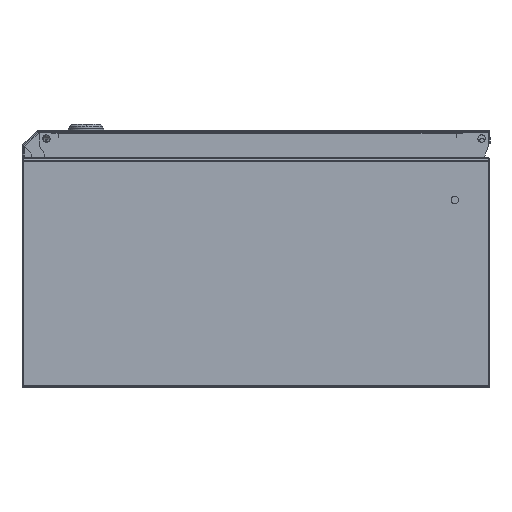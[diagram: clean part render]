
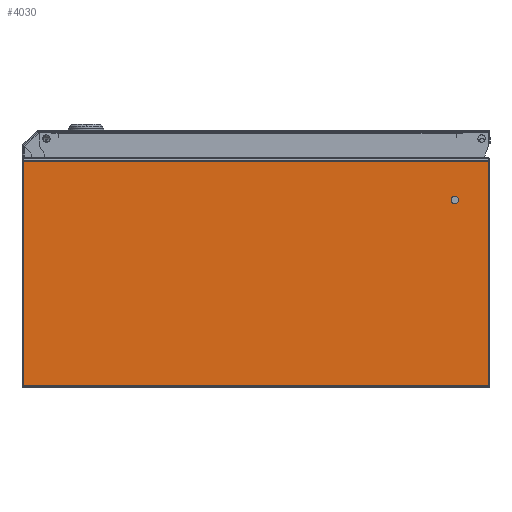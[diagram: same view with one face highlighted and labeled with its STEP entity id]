
A CAD part, front view. The second image highlights one B-rep face of the part: STEP entity #4030.
In plain terms, the highlighted face is planar.
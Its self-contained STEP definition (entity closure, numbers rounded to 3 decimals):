
#9 = DIRECTION ( 'NONE',  ( 0., 1., 0. ) ) ;
#2216 = DIRECTION ( 'NONE',  ( 0., 1., 0. ) ) ;
#2770 = CARTESIAN_POINT ( 'NONE',  ( -11.753, 0., 318.938 ) ) ;
#4030 = ADVANCED_FACE ( 'NONE', ( #17289, #5007 ), #24650, .T. ) ;
#5007 = FACE_OUTER_BOUND ( 'NONE', #8469, .T. ) ;
#5519 = ORIENTED_EDGE ( 'NONE', *, *, #31475, .F. ) ;
#5882 = ORIENTED_EDGE ( 'NONE', *, *, #15976, .T. ) ;
#7784 = CARTESIAN_POINT ( 'NONE',  ( -203.453, 0., 318.938 ) ) ;
#7962 = LINE ( 'NONE', #17945, #28402 ) ;
#8469 = EDGE_LOOP ( 'NONE', ( #5882, #18799, #21199, #9989 ) ) ;
#9281 = CARTESIAN_POINT ( 'NONE',  ( -203.453, 0., 318.938 ) ) ;
#9297 = DIRECTION ( 'NONE',  ( 0., 0., 1. ) ) ;
#9989 = ORIENTED_EDGE ( 'NONE', *, *, #30221, .T. ) ;
#10262 = VECTOR ( 'NONE', #18742, 1000. ) ;
#10502 = DIRECTION ( 'NONE',  ( 0., 0., -1. ) ) ;
#10730 = VERTEX_POINT ( 'NONE', #21556 ) ;
#11106 = CARTESIAN_POINT ( 'NONE',  ( -11.753, 0., 318.938 ) ) ;
#12404 = VECTOR ( 'NONE', #9297, 1000. ) ;
#12475 = AXIS2_PLACEMENT_3D ( 'NONE', #22444, #9, #12941 ) ;
#12497 = EDGE_CURVE ( 'NONE', #15775, #31878, #7962, .T. ) ;
#12941 = DIRECTION ( 'NONE',  ( 0., 0., 1. ) ) ;
#12976 = CIRCLE ( 'NONE', #12475, 3.25 ) ;
#13185 = CARTESIAN_POINT ( 'NONE',  ( -203.453, 0., -81.062 ) ) ;
#15775 = VERTEX_POINT ( 'NONE', #22048 ) ;
#15818 = DIRECTION ( 'NONE',  ( 0., 0., 1. ) ) ;
#15976 = EDGE_CURVE ( 'NONE', #20858, #21454, #28868, .T. ) ;
#17289 = FACE_BOUND ( 'NONE', #21520, .T. ) ;
#17495 = VERTEX_POINT ( 'NONE', #21641 ) ;
#17945 = CARTESIAN_POINT ( 'NONE',  ( -203.453, 0., -81.062 ) ) ;
#18572 = AXIS2_PLACEMENT_3D ( 'NONE', #9281, #2216, #27266 ) ;
#18742 = DIRECTION ( 'NONE',  ( 1., 0., 0. ) ) ;
#18799 = ORIENTED_EDGE ( 'NONE', *, *, #28663, .T. ) ;
#19262 = CIRCLE ( 'NONE', #28134, 3.25 ) ;
#20858 = VERTEX_POINT ( 'NONE', #7784 ) ;
#21199 = ORIENTED_EDGE ( 'NONE', *, *, #12497, .T. ) ;
#21454 = VERTEX_POINT ( 'NONE', #11106 ) ;
#21520 = EDGE_LOOP ( 'NONE', ( #5519, #23172 ) ) ;
#21556 = CARTESIAN_POINT ( 'NONE',  ( -44.753, 0., 292.188 ) ) ;
#21641 = CARTESIAN_POINT ( 'NONE',  ( -44.753, 0., 285.688 ) ) ;
#22048 = CARTESIAN_POINT ( 'NONE',  ( -11.753, 0., -81.062 ) ) ;
#22444 = CARTESIAN_POINT ( 'NONE',  ( -44.753, 0., 288.938 ) ) ;
#23172 = ORIENTED_EDGE ( 'NONE', *, *, #24824, .F. ) ;
#23358 = DIRECTION ( 'NONE',  ( 0., 1., 0. ) ) ;
#24650 = PLANE ( 'NONE',  #18572 ) ;
#24824 = EDGE_CURVE ( 'NONE', #17495, #10730, #19262, .T. ) ;
#25872 = VECTOR ( 'NONE', #10502, 1000. ) ;
#25961 = CARTESIAN_POINT ( 'NONE',  ( -44.753, 0., 288.938 ) ) ;
#26434 = CARTESIAN_POINT ( 'NONE',  ( -203.453, 0., -81.062 ) ) ;
#26769 = LINE ( 'NONE', #26434, #12404 ) ;
#27266 = DIRECTION ( 'NONE',  ( 0., 0., 1. ) ) ;
#27908 = DIRECTION ( 'NONE',  ( -1., 0., 0. ) ) ;
#28134 = AXIS2_PLACEMENT_3D ( 'NONE', #25961, #23358, #15818 ) ;
#28148 = LINE ( 'NONE', #2770, #25872 ) ;
#28402 = VECTOR ( 'NONE', #27908, 1000. ) ;
#28663 = EDGE_CURVE ( 'NONE', #21454, #15775, #28148, .T. ) ;
#28868 = LINE ( 'NONE', #31315, #10262 ) ;
#30221 = EDGE_CURVE ( 'NONE', #31878, #20858, #26769, .T. ) ;
#31315 = CARTESIAN_POINT ( 'NONE',  ( -203.453, 0., 318.938 ) ) ;
#31475 = EDGE_CURVE ( 'NONE', #10730, #17495, #12976, .T. ) ;
#31878 = VERTEX_POINT ( 'NONE', #13185 ) ;
